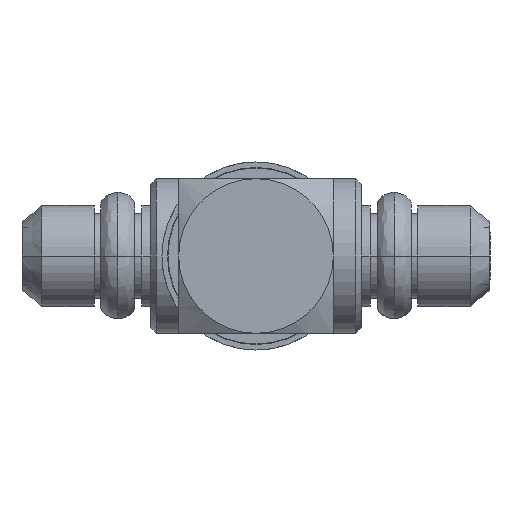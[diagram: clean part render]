
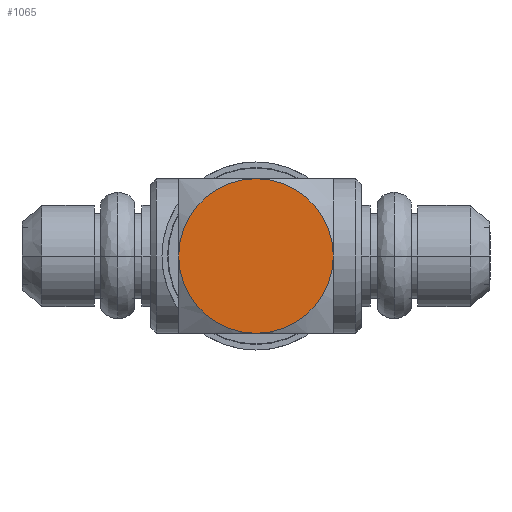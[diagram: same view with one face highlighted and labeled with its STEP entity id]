
A CAD part, left-side view. The second image highlights one B-rep face of the part: STEP entity #1065.
In plain terms, the highlighted planar face has unit normal (-1, 0, 0).
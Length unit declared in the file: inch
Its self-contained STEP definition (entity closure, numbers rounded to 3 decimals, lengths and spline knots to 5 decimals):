
#24 = EDGE_CURVE ( 'NONE', #459, #385, #953, .T. ) ;
#116 = CARTESIAN_POINT ( 'NONE',  ( -0.069, 0., 0. ) ) ;
#125 = ORIENTED_EDGE ( 'NONE', *, *, #889, .F. ) ;
#255 = DIRECTION ( 'NONE',  ( 0., 0., -1. ) ) ;
#268 = EDGE_CURVE ( 'NONE', #2719, #459, #767, .T. ) ;
#385 = VERTEX_POINT ( 'NONE', #1617 ) ;
#459 = VERTEX_POINT ( 'NONE', #2555 ) ;
#502 = CARTESIAN_POINT ( 'NONE',  ( -0.069, 0., 0. ) ) ;
#523 = DIRECTION ( 'NONE',  ( 0., 0., -1. ) ) ;
#540 = AXIS2_PLACEMENT_3D ( 'NONE', #116, #1225, #986 ) ;
#564 = CARTESIAN_POINT ( 'NONE',  ( -0.069, 0.069, 0. ) ) ;
#663 = CARTESIAN_POINT ( 'NONE',  ( -0.069, -0.069, 0.069 ) ) ;
#767 = CIRCLE ( 'NONE', #2529, 0.069 ) ;
#863 = DIRECTION ( 'NONE',  ( 1., 0., 0. ) ) ;
#889 = EDGE_CURVE ( 'NONE', #385, #943, #1366, .T. ) ;
#890 = FACE_OUTER_BOUND ( 'NONE', #1441, .T. ) ;
#898 = ORIENTED_EDGE ( 'NONE', *, *, #1755, .F. ) ;
#943 = VERTEX_POINT ( 'NONE', #564 ) ;
#953 = CIRCLE ( 'NONE', #540, 0.069 ) ;
#958 = AXIS2_PLACEMENT_3D ( 'NONE', #1175, #2505, #523 ) ;
#986 = DIRECTION ( 'NONE',  ( 0., 0., -1. ) ) ;
#1001 = AXIS2_PLACEMENT_3D ( 'NONE', #663, #1336, #1970 ) ;
#1065 = ADVANCED_FACE ( 'NONE', ( #890 ), #1569, .F. ) ;
#1175 = CARTESIAN_POINT ( 'NONE',  ( -0.069, 0., 0. ) ) ;
#1225 = DIRECTION ( 'NONE',  ( 1., 0., 0. ) ) ;
#1336 = DIRECTION ( 'NONE',  ( 1., 0., 0. ) ) ;
#1366 = CIRCLE ( 'NONE', #958, 0.069 ) ;
#1373 = DIRECTION ( 'NONE',  ( 1., 0., 0. ) ) ;
#1441 = EDGE_LOOP ( 'NONE', ( #2469, #1476, #898, #125 ) ) ;
#1476 = ORIENTED_EDGE ( 'NONE', *, *, #268, .F. ) ;
#1569 = PLANE ( 'NONE',  #1001 ) ;
#1617 = CARTESIAN_POINT ( 'NONE',  ( -0.069, 0., -0.069 ) ) ;
#1755 = EDGE_CURVE ( 'NONE', #943, #2719, #1976, .T. ) ;
#1970 = DIRECTION ( 'NONE',  ( 0., 0., -1. ) ) ;
#1976 = CIRCLE ( 'NONE', #2260, 0.069 ) ;
#2251 = CARTESIAN_POINT ( 'NONE',  ( -0.069, 0., 0. ) ) ;
#2260 = AXIS2_PLACEMENT_3D ( 'NONE', #2251, #863, #255 ) ;
#2456 = DIRECTION ( 'NONE',  ( 0., 0., -1. ) ) ;
#2469 = ORIENTED_EDGE ( 'NONE', *, *, #24, .F. ) ;
#2505 = DIRECTION ( 'NONE',  ( 1., 0., 0. ) ) ;
#2529 = AXIS2_PLACEMENT_3D ( 'NONE', #502, #1373, #2456 ) ;
#2555 = CARTESIAN_POINT ( 'NONE',  ( -0.069, -0.069, 0. ) ) ;
#2641 = CARTESIAN_POINT ( 'NONE',  ( -0.069, 0., 0.069 ) ) ;
#2719 = VERTEX_POINT ( 'NONE', #2641 ) ;
